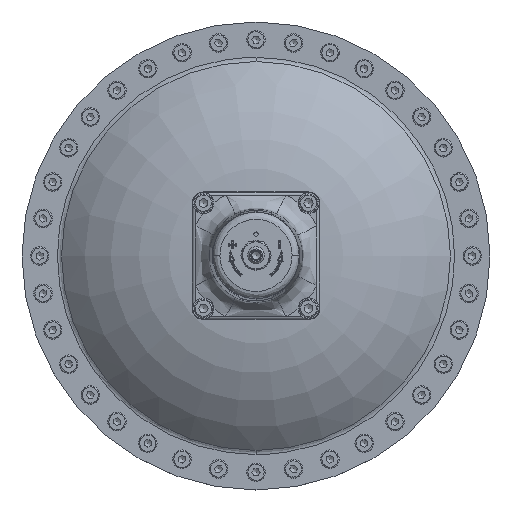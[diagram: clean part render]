
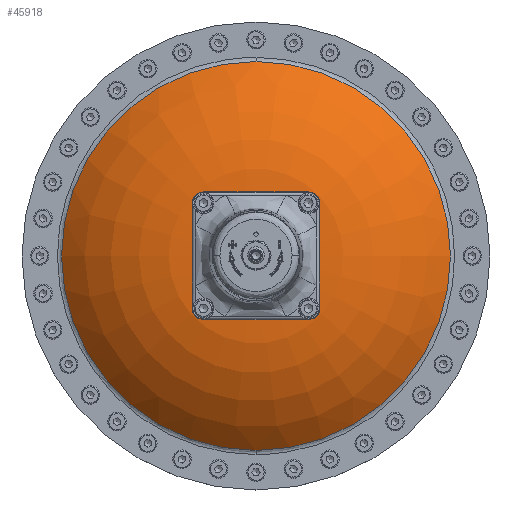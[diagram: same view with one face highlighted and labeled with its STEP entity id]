
A CAD part, top view. The second image highlights one B-rep face of the part: STEP entity #45918.
In plain terms, the highlighted toroidal (fillet/blend) face has major radius 40.02 mm and minor radius 136 mm.
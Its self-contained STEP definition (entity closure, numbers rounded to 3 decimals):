
#30888=CARTESIAN_POINT('',(0.,137.143,132.366));
#30889=VERTEX_POINT('',#30888);
#30906=CARTESIAN_POINT('',(137.143,0.,132.366));
#30907=VERTEX_POINT('',#30906);
#30908=CARTESIAN_POINT('',(0.,0.,132.366));
#30909=DIRECTION('',(-0.,0.,-1.));
#30910=DIRECTION('',(-1.,-0.,0.));
#30911=AXIS2_PLACEMENT_3D('',#30908,#30909,#30910);
#30912=CIRCLE('',#30911,137.143);
#30913=EDGE_CURVE('NONE',#30889,#30907,#30912,.T.);
#30915=CARTESIAN_POINT('',(0.,-137.143,132.366));
#30916=VERTEX_POINT('',#30915);
#30917=CARTESIAN_POINT('',(0.,0.,132.366));
#30918=DIRECTION('',(-0.,0.,-1.));
#30919=DIRECTION('',(-1.,-0.,0.));
#30920=AXIS2_PLACEMENT_3D('',#30917,#30918,#30919);
#30921=CIRCLE('',#30920,137.143);
#30922=EDGE_CURVE('NONE',#30907,#30916,#30921,.T.);
#45867=CARTESIAN_POINT('',(0.,0.,37.166));
#45868=DIRECTION('',(0.,-0.,1.));
#45869=DIRECTION('',(-1.,-0.,0.));
#45870=AXIS2_PLACEMENT_3D('',#45867,#45868,#45869);
#45871=DEGENERATE_TOROIDAL_SURFACE('',#45870,40.02,136.,.T.);
#45872=CARTESIAN_POINT('',(-40.02,0.,173.166));
#45873=VERTEX_POINT('',#45872);
#45874=CARTESIAN_POINT('',(-137.143,0.,132.366));
#45875=VERTEX_POINT('',#45874);
#45876=CARTESIAN_POINT('',(-40.02,0.,37.166));
#45877=DIRECTION('',(0.,-1.,-0.));
#45878=DIRECTION('',(-1.,-0.,0.));
#45879=AXIS2_PLACEMENT_3D('',#45876,#45877,#45878);
#45880=CIRCLE('',#45879,136.);
#45881=EDGE_CURVE('',#45873,#45875,#45880,.T.);
#45882=ORIENTED_EDGE('',*,*,#45881,.T.);
#45883=CARTESIAN_POINT('',(0.,0.,132.366));
#45884=DIRECTION('',(-0.,0.,-1.));
#45885=DIRECTION('',(-1.,-0.,0.));
#45886=AXIS2_PLACEMENT_3D('',#45883,#45884,#45885);
#45887=CIRCLE('',#45886,137.143);
#45888=EDGE_CURVE('NONE',#30916,#45875,#45887,.T.);
#45889=ORIENTED_EDGE('',*,*,#45888,.F.);
#45890=ORIENTED_EDGE('',*,*,#30922,.F.);
#45891=ORIENTED_EDGE('',*,*,#30913,.F.);
#45892=CARTESIAN_POINT('',(0.,0.,132.366));
#45893=DIRECTION('',(-0.,0.,-1.));
#45894=DIRECTION('',(-1.,-0.,0.));
#45895=AXIS2_PLACEMENT_3D('',#45892,#45893,#45894);
#45896=CIRCLE('',#45895,137.143);
#45897=EDGE_CURVE('NONE',#45875,#30889,#45896,.T.);
#45898=ORIENTED_EDGE('',*,*,#45897,.F.);
#45899=ORIENTED_EDGE('',*,*,#45881,.F.);
#45900=CARTESIAN_POINT('',(40.02,0.,173.166));
#45901=VERTEX_POINT('',#45900);
#45902=CARTESIAN_POINT('',(0.,0.,173.166));
#45903=DIRECTION('',(0.,-0.,1.));
#45904=DIRECTION('',(-1.,-0.,0.));
#45905=AXIS2_PLACEMENT_3D('',#45902,#45903,#45904);
#45906=CIRCLE('',#45905,40.02);
#45907=EDGE_CURVE('NONE',#45901,#45873,#45906,.T.);
#45908=ORIENTED_EDGE('',*,*,#45907,.F.);
#45909=CARTESIAN_POINT('',(0.,0.,173.166));
#45910=DIRECTION('',(0.,-0.,1.));
#45911=DIRECTION('',(-1.,-0.,0.));
#45912=AXIS2_PLACEMENT_3D('',#45909,#45910,#45911);
#45913=CIRCLE('',#45912,40.02);
#45914=EDGE_CURVE('NONE',#45873,#45901,#45913,.T.);
#45915=ORIENTED_EDGE('',*,*,#45914,.F.);
#45916=EDGE_LOOP('',(#45882,#45889,#45890,#45891,#45898,#45899,#45908,#45915));
#45917=FACE_BOUND('',#45916,.T.);
#45918=ADVANCED_FACE('NONE',(#45917),#45871,.T.);
